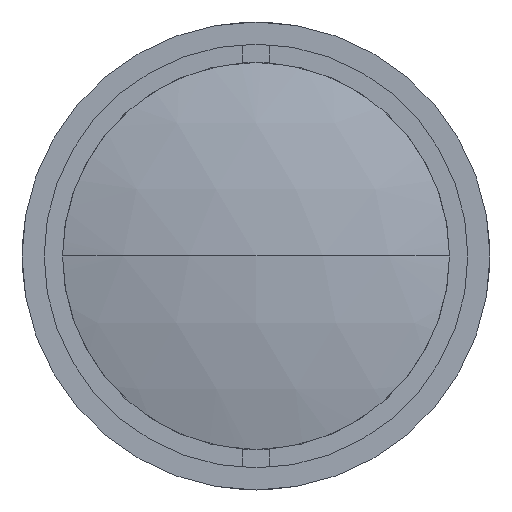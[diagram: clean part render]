
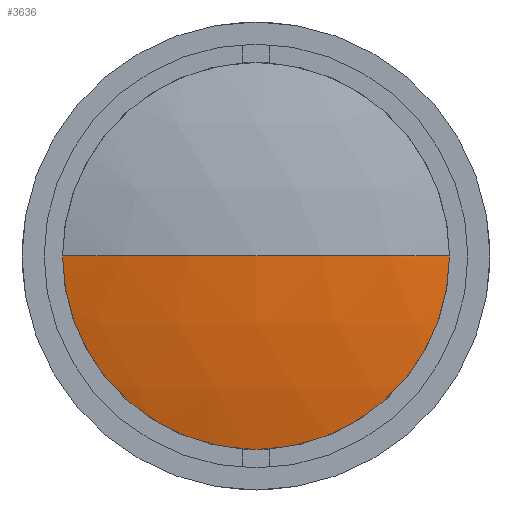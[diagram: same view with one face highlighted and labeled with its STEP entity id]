
A CAD part, left-side view. The second image highlights one B-rep face of the part: STEP entity #3636.
In plain terms, the highlighted spherical face has radius 40.196 mm.
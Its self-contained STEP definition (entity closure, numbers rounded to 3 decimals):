
#57 = AXIS2_PLACEMENT_3D ( 'NONE', #4638, #3816, #1148 ) ;
#120 = DIRECTION ( 'NONE',  ( 0., 0., 1. ) ) ;
#253 = DIRECTION ( 'NONE',  ( -1., 0., 0. ) ) ;
#348 = VERTEX_POINT ( 'NONE', #4826 ) ;
#411 = CIRCLE ( 'NONE', #4942, 38.732 ) ;
#449 = VERTEX_POINT ( 'NONE', #2601 ) ;
#497 = EDGE_CURVE ( 'NONE', #3027, #2714, #3380, .T. ) ;
#671 = CARTESIAN_POINT ( 'NONE',  ( 40.196, 0., -10.75 ) ) ;
#706 = CARTESIAN_POINT ( 'NONE',  ( 1.475, -10.75, -0.903 ) ) ;
#783 = ORIENTED_EDGE ( 'NONE', *, *, #894, .T. ) ;
#894 = EDGE_CURVE ( 'NONE', #1466, #2714, #2300, .T. ) ;
#924 = CARTESIAN_POINT ( 'NONE',  ( 40.196, -10.75, 0. ) ) ;
#949 = VERTEX_POINT ( 'NONE', #706 ) ;
#1068 = ORIENTED_EDGE ( 'NONE', *, *, #2036, .F. ) ;
#1148 = DIRECTION ( 'NONE',  ( 0., 1., 0. ) ) ;
#1209 = CARTESIAN_POINT ( 'NONE',  ( 1.475, 0.903, -10.75 ) ) ;
#1447 = EDGE_CURVE ( 'NONE', #3250, #348, #4090, .T. ) ;
#1466 = VERTEX_POINT ( 'NONE', #2460 ) ;
#1470 = DIRECTION ( 'NONE',  ( 0., 0., 1. ) ) ;
#1482 = ORIENTED_EDGE ( 'NONE', *, *, #4744, .F. ) ;
#1698 = DIRECTION ( 'NONE',  ( -1., 0., 0. ) ) ;
#1771 = CARTESIAN_POINT ( 'NONE',  ( 1.475, -0.903, -10.75 ) ) ;
#1875 = DIRECTION ( 'NONE',  ( 1., 0., 0. ) ) ;
#1891 = ORIENTED_EDGE ( 'NONE', *, *, #4062, .T. ) ;
#1980 = CARTESIAN_POINT ( 'NONE',  ( 40.196, 0., 0. ) ) ;
#2036 = EDGE_CURVE ( 'NONE', #1466, #3250, #3379, .T. ) ;
#2075 = DIRECTION ( 'NONE',  ( 0., 0., -1. ) ) ;
#2214 = AXIS2_PLACEMENT_3D ( 'NONE', #2965, #253, #4959 ) ;
#2277 = ORIENTED_EDGE ( 'NONE', *, *, #1447, .F. ) ;
#2300 = CIRCLE ( 'NONE', #2214, 10.788 ) ;
#2410 = CIRCLE ( 'NONE', #57, 40.196 ) ;
#2433 = DIRECTION ( 'NONE',  ( 0., -1., 0. ) ) ;
#2460 = CARTESIAN_POINT ( 'NONE',  ( 1.475, 10.75, -0.903 ) ) ;
#2491 = CARTESIAN_POINT ( 'NONE',  ( 1.475, 0., 0. ) ) ;
#2549 = DIRECTION ( 'NONE',  ( 0., 0., -1. ) ) ;
#2601 = CARTESIAN_POINT ( 'NONE',  ( 1.464, -10.75, 0. ) ) ;
#2631 = SPHERICAL_SURFACE ( 'NONE', #3889, 40.196 ) ;
#2714 = VERTEX_POINT ( 'NONE', #1209 ) ;
#2911 = DIRECTION ( 'NONE',  ( 0., 0., 1. ) ) ;
#2965 = CARTESIAN_POINT ( 'NONE',  ( 1.475, 0., 0. ) ) ;
#3027 = VERTEX_POINT ( 'NONE', #1771 ) ;
#3045 = DIRECTION ( 'NONE',  ( 0., 1., 0. ) ) ;
#3077 = CARTESIAN_POINT ( 'NONE',  ( 1.464, 10.75, 0. ) ) ;
#3123 = DIRECTION ( 'NONE',  ( 0., 0., -1. ) ) ;
#3204 = AXIS2_PLACEMENT_3D ( 'NONE', #1980, #1470, #1875 ) ;
#3247 = DIRECTION ( 'NONE',  ( 0., 1., 0. ) ) ;
#3250 = VERTEX_POINT ( 'NONE', #3077 ) ;
#3348 = ORIENTED_EDGE ( 'NONE', *, *, #3658, .T. ) ;
#3379 = CIRCLE ( 'NONE', #4408, 38.732 ) ;
#3380 = CIRCLE ( 'NONE', #4245, 38.732 ) ;
#3408 = DIRECTION ( 'NONE',  ( -1., 0., 0. ) ) ;
#3427 = ORIENTED_EDGE ( 'NONE', *, *, #497, .F. ) ;
#3506 = FACE_OUTER_BOUND ( 'NONE', #3901, .T. ) ;
#3636 = ADVANCED_FACE ( 'NONE', ( #3506 ), #2631, .T. ) ;
#3658 = EDGE_CURVE ( 'NONE', #449, #348, #2410, .T. ) ;
#3730 = AXIS2_PLACEMENT_3D ( 'NONE', #2491, #1698, #120 ) ;
#3816 = DIRECTION ( 'NONE',  ( 0., 0., -1. ) ) ;
#3889 = AXIS2_PLACEMENT_3D ( 'NONE', #4617, #3123, #3045 ) ;
#3901 = EDGE_LOOP ( 'NONE', ( #1482, #3348, #2277, #1068, #783, #3427, #1891 ) ) ;
#4062 = EDGE_CURVE ( 'NONE', #3027, #949, #4612, .T. ) ;
#4090 = CIRCLE ( 'NONE', #3204, 40.196 ) ;
#4245 = AXIS2_PLACEMENT_3D ( 'NONE', #671, #2549, #3408 ) ;
#4408 = AXIS2_PLACEMENT_3D ( 'NONE', #4807, #3247, #2911 ) ;
#4612 = CIRCLE ( 'NONE', #3730, 10.788 ) ;
#4617 = CARTESIAN_POINT ( 'NONE',  ( 40.196, 0., 0. ) ) ;
#4638 = CARTESIAN_POINT ( 'NONE',  ( 40.196, 0., 0. ) ) ;
#4744 = EDGE_CURVE ( 'NONE', #449, #949, #411, .T. ) ;
#4807 = CARTESIAN_POINT ( 'NONE',  ( 40.196, 10.75, 0. ) ) ;
#4826 = CARTESIAN_POINT ( 'NONE',  ( 0., 0., 0. ) ) ;
#4942 = AXIS2_PLACEMENT_3D ( 'NONE', #924, #2433, #2075 ) ;
#4959 = DIRECTION ( 'NONE',  ( 0., 0., 1. ) ) ;
